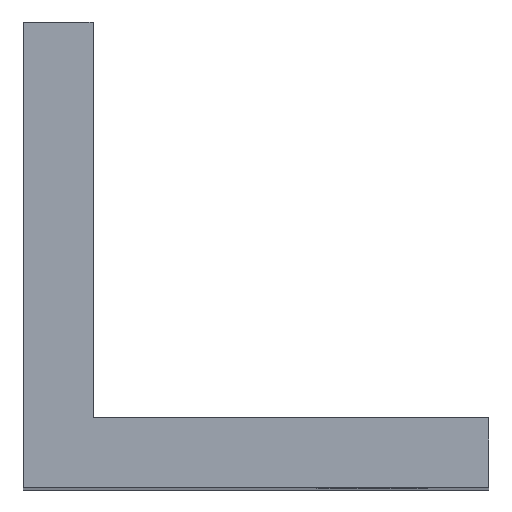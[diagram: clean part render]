
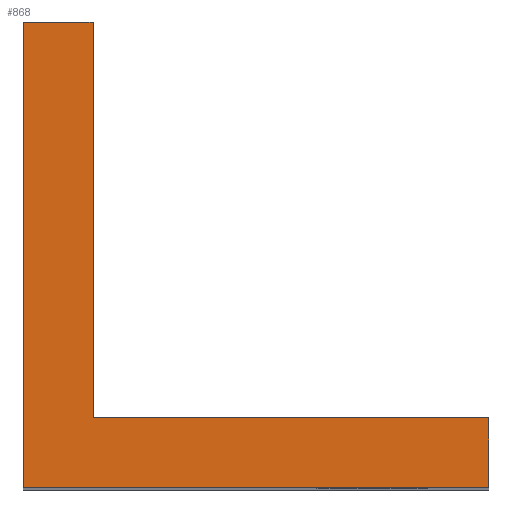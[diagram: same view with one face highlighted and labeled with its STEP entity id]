
A CAD part, top view. The second image highlights one B-rep face of the part: STEP entity #868.
In plain terms, the highlighted planar face has unit normal (0, 0, 1).
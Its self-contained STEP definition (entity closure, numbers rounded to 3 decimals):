
#2 = LINE ( 'NONE', #551, #261 ) ;
#102 = VERTEX_POINT ( 'NONE', #568 ) ;
#103 = CARTESIAN_POINT ( 'NONE',  ( 3., 3., 59.6 ) ) ;
#132 = DIRECTION ( 'NONE',  ( 0., -1., 0. ) ) ;
#198 = ORIENTED_EDGE ( 'NONE', *, *, #1176, .T. ) ;
#212 = VECTOR ( 'NONE', #1154, 1000. ) ;
#225 = VECTOR ( 'NONE', #1347, 1000. ) ;
#261 = VECTOR ( 'NONE', #850, 1000. ) ;
#270 = DIRECTION ( 'NONE',  ( 0., 0., -1. ) ) ;
#276 = DIRECTION ( 'NONE',  ( 1., 0., 0. ) ) ;
#308 = CARTESIAN_POINT ( 'NONE',  ( 20., 3., 59.6 ) ) ;
#330 = EDGE_CURVE ( 'NONE', #456, #481, #1043, .T. ) ;
#338 = CARTESIAN_POINT ( 'NONE',  ( 3., 20., 59.6 ) ) ;
#358 = VERTEX_POINT ( 'NONE', #1231 ) ;
#394 = LINE ( 'NONE', #1167, #879 ) ;
#404 = FACE_OUTER_BOUND ( 'NONE', #906, .T. ) ;
#407 = VERTEX_POINT ( 'NONE', #531 ) ;
#456 = VERTEX_POINT ( 'NONE', #103 ) ;
#481 = VERTEX_POINT ( 'NONE', #308 ) ;
#490 = DIRECTION ( 'NONE',  ( -1., 0., 0. ) ) ;
#531 = CARTESIAN_POINT ( 'NONE',  ( 0., 20., 59.6 ) ) ;
#535 = ORIENTED_EDGE ( 'NONE', *, *, #1120, .F. ) ;
#551 = CARTESIAN_POINT ( 'NONE',  ( 0., 20., 59.6 ) ) ;
#568 = CARTESIAN_POINT ( 'NONE',  ( 0., 0., 59.6 ) ) ;
#593 = ORIENTED_EDGE ( 'NONE', *, *, #330, .F. ) ;
#607 = EDGE_CURVE ( 'NONE', #102, #1027, #729, .T. ) ;
#665 = ORIENTED_EDGE ( 'NONE', *, *, #607, .T. ) ;
#696 = CARTESIAN_POINT ( 'NONE',  ( 0., 0., 59.6 ) ) ;
#729 = LINE ( 'NONE', #791, #1229 ) ;
#787 = VECTOR ( 'NONE', #132, 1000. ) ;
#791 = CARTESIAN_POINT ( 'NONE',  ( 0., 0., 59.6 ) ) ;
#816 = LINE ( 'NONE', #952, #787 ) ;
#850 = DIRECTION ( 'NONE',  ( 0., -1., 0. ) ) ;
#868 = ADVANCED_FACE ( 'NONE', ( #404 ), #895, .F. ) ;
#870 = ORIENTED_EDGE ( 'NONE', *, *, #1193, .F. ) ;
#879 = VECTOR ( 'NONE', #1031, 1000. ) ;
#895 = PLANE ( 'NONE',  #1246 ) ;
#906 = EDGE_LOOP ( 'NONE', ( #665, #870, #593, #1343, #535, #198 ) ) ;
#952 = CARTESIAN_POINT ( 'NONE',  ( 20., 3., 59.6 ) ) ;
#1016 = EDGE_CURVE ( 'NONE', #358, #456, #1313, .T. ) ;
#1027 = VERTEX_POINT ( 'NONE', #1265 ) ;
#1031 = DIRECTION ( 'NONE',  ( 1., 0., 0. ) ) ;
#1043 = LINE ( 'NONE', #1134, #225 ) ;
#1120 = EDGE_CURVE ( 'NONE', #407, #358, #394, .T. ) ;
#1134 = CARTESIAN_POINT ( 'NONE',  ( 0., 3., 59.6 ) ) ;
#1154 = DIRECTION ( 'NONE',  ( 0., -1., 0. ) ) ;
#1167 = CARTESIAN_POINT ( 'NONE',  ( 0., 20., 59.6 ) ) ;
#1176 = EDGE_CURVE ( 'NONE', #407, #102, #2, .T. ) ;
#1193 = EDGE_CURVE ( 'NONE', #481, #1027, #816, .T. ) ;
#1229 = VECTOR ( 'NONE', #276, 1000. ) ;
#1231 = CARTESIAN_POINT ( 'NONE',  ( 3., 20., 59.6 ) ) ;
#1246 = AXIS2_PLACEMENT_3D ( 'NONE', #696, #270, #490 ) ;
#1265 = CARTESIAN_POINT ( 'NONE',  ( 20., 0., 59.6 ) ) ;
#1313 = LINE ( 'NONE', #338, #212 ) ;
#1343 = ORIENTED_EDGE ( 'NONE', *, *, #1016, .F. ) ;
#1347 = DIRECTION ( 'NONE',  ( 1., 0., 0. ) ) ;
